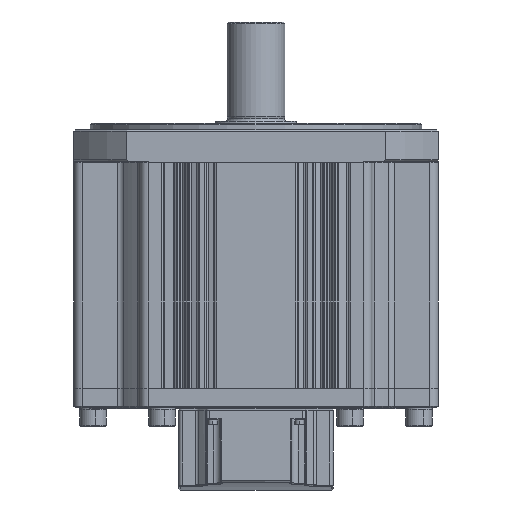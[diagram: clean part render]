
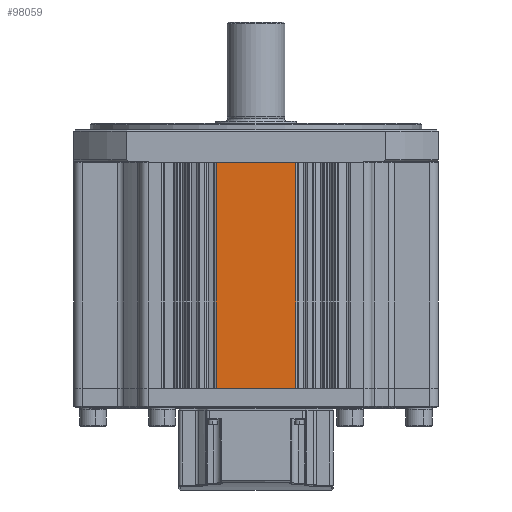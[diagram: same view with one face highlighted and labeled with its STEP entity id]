
A CAD part, front view. The second image highlights one B-rep face of the part: STEP entity #98059.
In plain terms, the highlighted planar face has unit normal (0, -1, 0).
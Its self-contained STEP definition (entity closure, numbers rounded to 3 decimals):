
#3836 = ORIENTED_EDGE ( 'NONE', *, *, #9617, .F. ) ;
#3840 = ORIENTED_EDGE ( 'NONE', *, *, #9618, .T. ) ;
#3844 = ORIENTED_EDGE ( 'NONE', *, *, #9516, .T. ) ;
#3848 = ORIENTED_EDGE ( 'NONE', *, *, #9576, .F. ) ;
#4938 = LINE ( 'NONE', #4941, #86195 ) ;
#4941 = CARTESIAN_POINT ( 'NONE',  ( 6.427, -110., -136. ) ) ;
#4955 = DIRECTION ( 'NONE',  ( 1., 0., 0. ) ) ;
#9516 = EDGE_CURVE ( 'NONE', #101909, #103681, #4938, .T. ) ;
#9576 = EDGE_CURVE ( 'NONE', #103684, #103681, #84803, .T. ) ;
#9617 = EDGE_CURVE ( 'NONE', #103695, #103684, #84961, .T. ) ;
#9618 = EDGE_CURVE ( 'NONE', #103695, #101909, #84959, .T. ) ;
#15372 = EDGE_LOOP ( 'NONE', ( #3844, #3848, #3836, #3840 ) ) ;
#41634 = AXIS2_PLACEMENT_3D ( 'NONE', #44991, #44956, #44940 ) ;
#44780 = FACE_OUTER_BOUND ( 'NONE', #15372, .T. ) ;
#44840 = PLANE ( 'NONE',  #41634 ) ;
#44940 = DIRECTION ( 'NONE',  ( -1., 0., 0. ) ) ;
#44956 = DIRECTION ( 'NONE',  ( 0., 1., 0. ) ) ;
#44991 = CARTESIAN_POINT ( 'NONE',  ( 6.427, -110., 0. ) ) ;
#84792 = DIRECTION ( 'NONE',  ( 0., 0., -1. ) ) ;
#84803 = LINE ( 'NONE', #84827, #86281 ) ;
#84827 = CARTESIAN_POINT ( 'NONE',  ( 24., -110., 0. ) ) ;
#84927 = CARTESIAN_POINT ( 'NONE',  ( -24., -110., 0. ) ) ;
#84928 = DIRECTION ( 'NONE',  ( 1., 0., 0. ) ) ;
#84931 = DIRECTION ( 'NONE',  ( 0., 0., -1. ) ) ;
#84957 = CARTESIAN_POINT ( 'NONE',  ( 6.427, -110., 0. ) ) ;
#84959 = LINE ( 'NONE', #84927, #86297 ) ;
#84961 = LINE ( 'NONE', #84957, #86289 ) ;
#86195 = VECTOR ( 'NONE', #4955, 1000. ) ;
#86281 = VECTOR ( 'NONE', #84792, 1000. ) ;
#86289 = VECTOR ( 'NONE', #84928, 1000. ) ;
#86297 = VECTOR ( 'NONE', #84931, 1000. ) ;
#94480 = CARTESIAN_POINT ( 'NONE',  ( -24., -110., -136. ) ) ;
#94665 = CARTESIAN_POINT ( 'NONE',  ( 24., -110., -136. ) ) ;
#94668 = CARTESIAN_POINT ( 'NONE',  ( 24., -110., 0. ) ) ;
#94699 = CARTESIAN_POINT ( 'NONE',  ( -24., -110., 0. ) ) ;
#98059 = ADVANCED_FACE ( 'NONE', ( #44780 ), #44840, .F. ) ;
#101909 = VERTEX_POINT ( 'NONE', #94480 ) ;
#103681 = VERTEX_POINT ( 'NONE', #94665 ) ;
#103684 = VERTEX_POINT ( 'NONE', #94668 ) ;
#103695 = VERTEX_POINT ( 'NONE', #94699 ) ;
